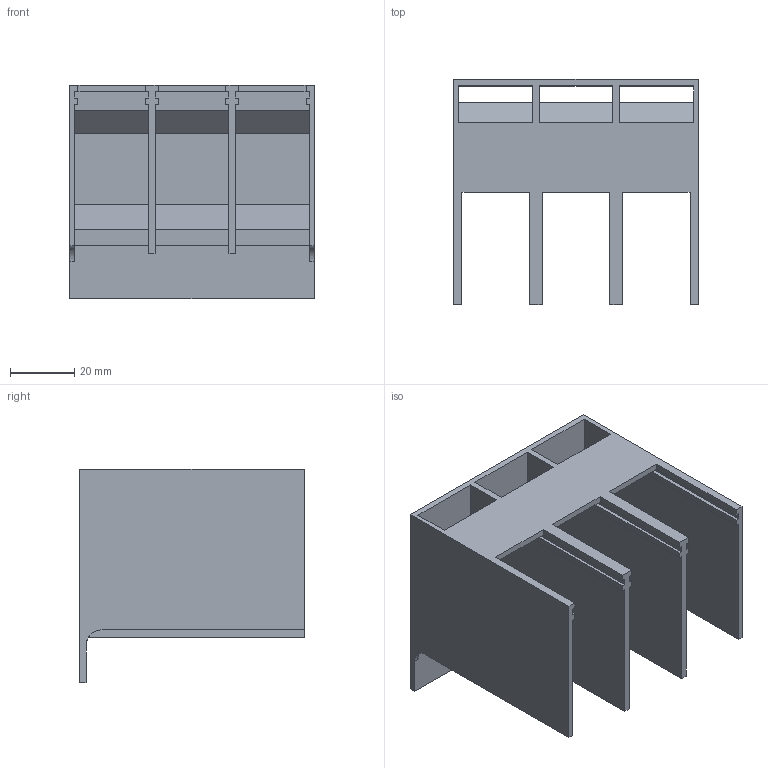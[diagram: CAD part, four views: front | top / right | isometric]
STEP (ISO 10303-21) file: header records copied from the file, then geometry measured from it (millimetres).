
FILE_DESCRIPTION(('CATIA V5 STEP Exchange'),'2;1');
FILE_NAME('1SDH001295R0054_1PA_001_00_XT1_3P_PLUG-IN_HTC_SUP.stp','2014-11-11T15:19:50+00:00',('none'),('none'),'CATIA Version 5 Release 20 SP 1 (IN-10)','CATIA V5 STEP AP214','none');
FILE_SCHEMA(('AUTOMOTIVE_DESIGN { 1 0 10303 214 1 1 1 1 }'));
Length unit declared in the file: millimetre
Products named in the file (1): 1SDH001295R0054_1PA_001_00_XT1_3P_PLUG-IN_HTC_SUP
Bounding box: 76.2 x 70 x 66.5 mm (x, y, z)
Volume: 46762.6 mm3; surface area: 51003 mm2
Topology: 1 solids, 1 shells, 91 faces, 276 edges, 184 vertices
Faces by surface type: plane 89, cylinder 2
Entity records: 2822 total; most frequent: ORIENTED_EDGE 552, CARTESIAN_POINT 517, DIRECTION 354, EDGE_CURVE 276, VECTOR 268, LINE 268, VERTEX_POINT 184, EDGE_LOOP 94
